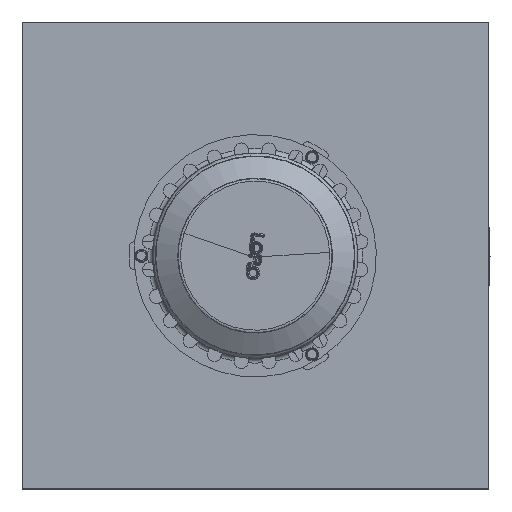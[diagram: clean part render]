
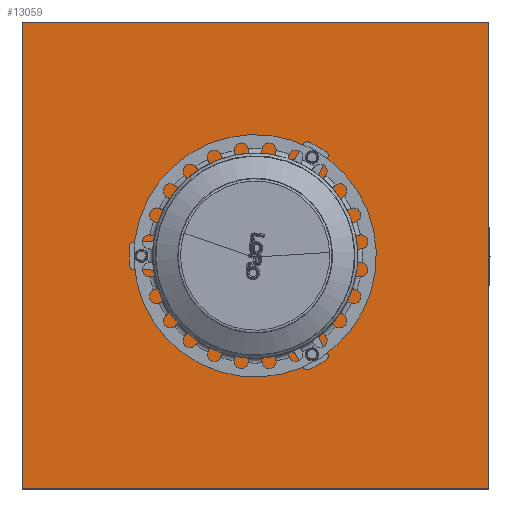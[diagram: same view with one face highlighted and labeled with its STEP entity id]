
A CAD part, top view. The second image highlights one B-rep face of the part: STEP entity #13059.
In plain terms, the highlighted planar face has unit normal (0, 0, 1).
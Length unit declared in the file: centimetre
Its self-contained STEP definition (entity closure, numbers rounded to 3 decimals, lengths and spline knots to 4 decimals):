
#559=FACE_BOUND('',#3524,.T.);
#658=PLANE('',#13910);
#1095=LINE('',#19847,#1835);
#1100=LINE('',#19857,#1840);
#1101=LINE('',#19859,#1841);
#1102=LINE('',#19860,#1842);
#1835=VECTOR('',#15710,1.);
#1840=VECTOR('',#15719,1.);
#1841=VECTOR('',#15720,1.);
#1842=VECTOR('',#15721,1.);
#2742=FACE_OUTER_BOUND('',#3523,.T.);
#3523=EDGE_LOOP('',(#8819,#8820,#8821,#8822));
#3524=EDGE_LOOP('',(#8823));
#4419=CIRCLE('',#13906,64.3137);
#5315=VERTEX_POINT('',#19837);
#5318=VERTEX_POINT('',#19844);
#5319=VERTEX_POINT('',#19846);
#5322=VERTEX_POINT('',#19856);
#5323=VERTEX_POINT('',#19858);
#6663=EDGE_CURVE('',#5315,#5315,#4419,.T.);
#6667=EDGE_CURVE('',#5319,#5318,#1095,.T.);
#6672=EDGE_CURVE('',#5319,#5322,#1100,.T.);
#6673=EDGE_CURVE('',#5323,#5318,#1101,.T.);
#6674=EDGE_CURVE('',#5322,#5323,#1102,.T.);
#8819=ORIENTED_EDGE('',*,*,#6672,.F.);
#8820=ORIENTED_EDGE('',*,*,#6667,.T.);
#8821=ORIENTED_EDGE('',*,*,#6673,.F.);
#8822=ORIENTED_EDGE('',*,*,#6674,.F.);
#8823=ORIENTED_EDGE('',*,*,#6663,.T.);
#13059=ADVANCED_FACE('',(#2742,#559),#658,.F.);
#13906=AXIS2_PLACEMENT_3D('',#19838,#15702,#15703);
#13910=AXIS2_PLACEMENT_3D('',#19855,#15717,#15718);
#15702=DIRECTION('center_axis',(0.,0.,-1.));
#15703=DIRECTION('ref_axis',(1.,0.,0.));
#15710=DIRECTION('',(0.,-1.,0.));
#15717=DIRECTION('center_axis',(0.,0.,-1.));
#15718=DIRECTION('ref_axis',(0.,-1.,0.));
#15719=DIRECTION('',(1.,0.,0.));
#15720=DIRECTION('',(-1.,0.,0.));
#15721=DIRECTION('',(0.,-1.,0.));
#19837=CARTESIAN_POINT('',(0.,-64.3137,287.8981));
#19838=CARTESIAN_POINT('Origin',(0.,0.,
287.8981));
#19844=CARTESIAN_POINT('',(-250.,-250.,287.8981));
#19846=CARTESIAN_POINT('',(-250.,250.,287.8981));
#19847=CARTESIAN_POINT('',(-250.,0.,287.8981));
#19855=CARTESIAN_POINT('Origin',(0.,0.,
287.8981));
#19856=CARTESIAN_POINT('',(250.,250.,287.8981));
#19857=CARTESIAN_POINT('',(0.,250.,287.8981));
#19858=CARTESIAN_POINT('',(250.,-250.,287.8981));
#19859=CARTESIAN_POINT('',(0.,-250.,287.8981));
#19860=CARTESIAN_POINT('',(250.,0.,287.8981));
